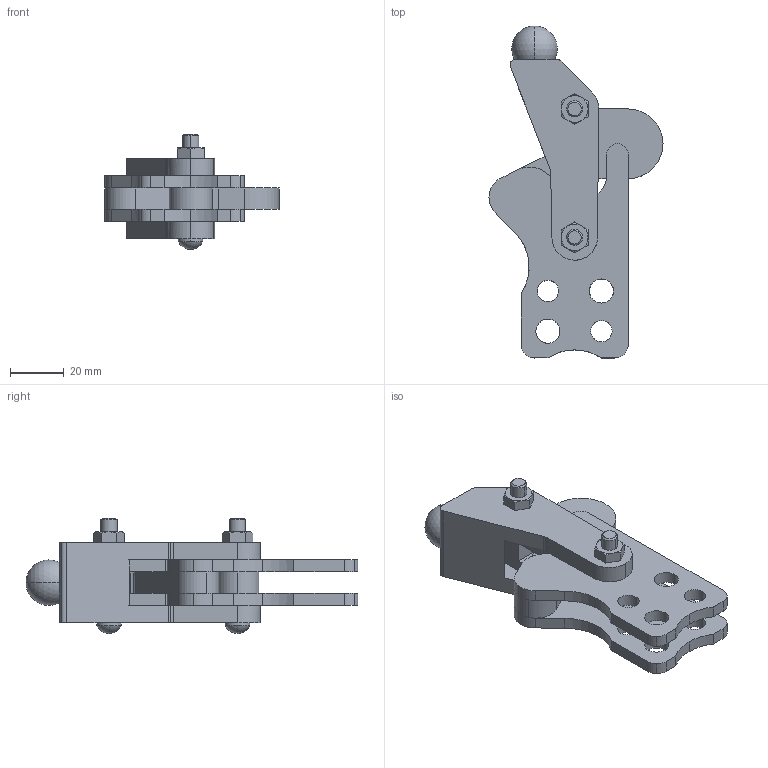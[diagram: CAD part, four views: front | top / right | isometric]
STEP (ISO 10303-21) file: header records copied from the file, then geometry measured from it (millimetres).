
FILE_DESCRIPTION(('CATIA V5 STEP Exchange'),'2;1');
FILE_NAME('MODULSPANNER_TS_V_HD_600_00_357816.stp','2018-08-16T11:59:11+00:00',('none'),('none'),'CATIA Version 5 Release 19 SP 9 (IN-10)','CATIA V5 STEP AP214','none');
FILE_SCHEMA(('AUTOMOTIVE_DESIGN { 1 0 10303 214 1 1 1 1 }'));
Length unit declared in the file: millimetre
Products named in the file (1): MODULSPANNER_TS_V_HD_600_00_357816
Bounding box: 65 x 124 x 43 mm (x, y, z)
Volume: 69185.6 mm3; surface area: 24031.3 mm2
Topology: 1 solids, 1 shells, 185 faces, 532 edges, 343 vertices
Faces by surface type: cylinder 90, plane 67, cone 20, sphere 8
Entity records: 6744 total; most frequent: CARTESIAN_POINT 1949, ORIENTED_EDGE 1056, DIRECTION 795, EDGE_CURVE 528, AXIS2_PLACEMENT_3D 354, VERTEX_POINT 343, VECTOR 261, LINE 261
